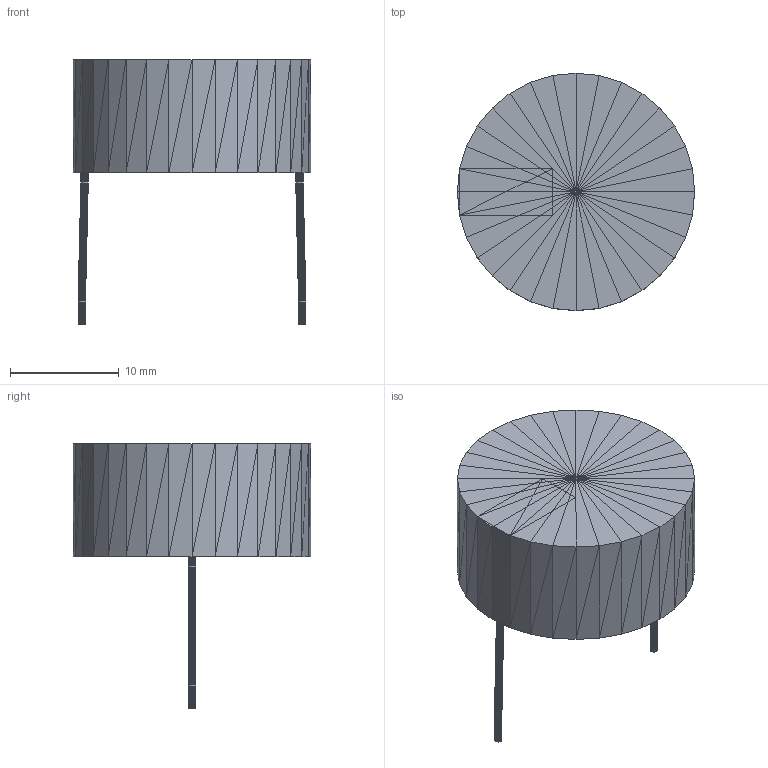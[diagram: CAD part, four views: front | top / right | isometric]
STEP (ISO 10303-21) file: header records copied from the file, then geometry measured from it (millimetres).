
FILE_DESCRIPTION(('FreeCAD Model'),'2;1');
FILE_NAME('L_Bourns_2100LL.stp', '2017-03-01T10:37:44',('kicad StepUp'),('ksu MCAD'), 'Open CASCADE STEP processor 6.8','FreeCAD','Unknown');
FILE_SCHEMA(('AUTOMOTIVE_DESIGN_CC2 { 1 2 10303 214 -1 1 5 4 }'));
Products named in the file (1): Compound003
Bounding box: 21.84 x 21.84 x 24.38 mm (x, y, z)
Surface area: 1623.5 mm2 (no closed solid volume)
Topology: 0 solids, 1673 shells, 1673 faces, 5019 edges, 5019 vertices
Faces by surface type: plane 1673
Entity records: 68613 total; most frequent: CARTESIAN_POINT 11712, DIRECTION 8367, ORIENTED_EDGE 5019, EDGE_CURVE 5019, VERTEX_POINT 5019, LINE 5019, VECTOR 5019, AXIS2_PLACEMENT_3D 1674
